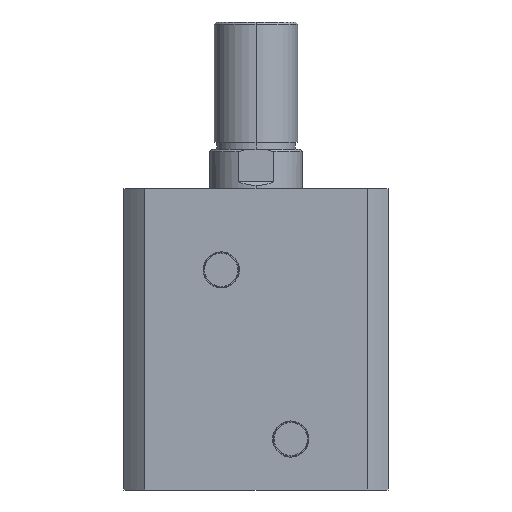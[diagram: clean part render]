
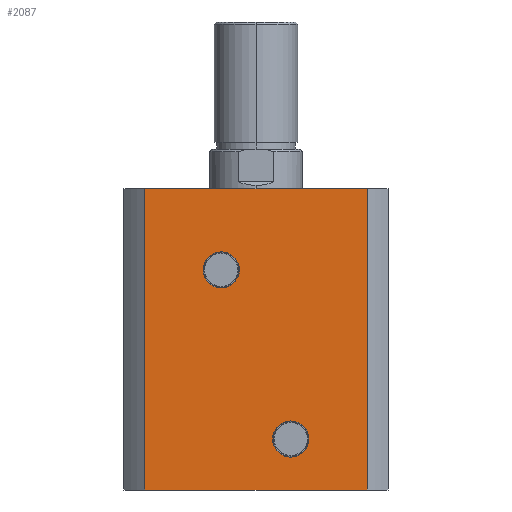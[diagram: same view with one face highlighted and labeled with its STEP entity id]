
A CAD part, left-side view. The second image highlights one B-rep face of the part: STEP entity #2087.
In plain terms, the highlighted planar face has unit normal (-1, 0, 0).
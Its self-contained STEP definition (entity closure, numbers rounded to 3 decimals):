
#73 = VERTEX_POINT ( 'NONE', #3029 ) ;
#75 = VERTEX_POINT ( 'NONE', #3035 ) ;
#258 = VERTEX_POINT ( 'NONE', #856 ) ;
#351 = VERTEX_POINT ( 'NONE', #3004 ) ;
#367 = VERTEX_POINT ( 'NONE', #2966 ) ;
#429 = DIRECTION ( 'NONE',  ( 1., 0., 0. ) ) ;
#434 = CARTESIAN_POINT ( 'NONE',  ( -57., 0., 130. ) ) ;
#436 = PLANE ( 'NONE',  #2286 ) ;
#438 = DIRECTION ( 'NONE',  ( 0., 1., 0. ) ) ;
#849 = CARTESIAN_POINT ( 'NONE',  ( -57., 47.971, 0. ) ) ;
#851 = CARTESIAN_POINT ( 'NONE',  ( -57., -47.971, 0. ) ) ;
#853 = CARTESIAN_POINT ( 'NONE',  ( -57., -47.971, 130. ) ) ;
#856 = CARTESIAN_POINT ( 'NONE',  ( -57., 47.971, 130. ) ) ;
#1000 = DIRECTION ( 'NONE',  ( 0., 0., -1. ) ) ;
#1006 = CARTESIAN_POINT ( 'NONE',  ( -57., 47.971, 130. ) ) ;
#1015 = CARTESIAN_POINT ( 'NONE',  ( -57., 0., 0. ) ) ;
#1016 = DIRECTION ( 'NONE',  ( 0., -1., 0. ) ) ;
#1017 = CARTESIAN_POINT ( 'NONE',  ( -57., -15., 22. ) ) ;
#1018 = DIRECTION ( 'NONE',  ( -1., 0., 0. ) ) ;
#1019 = DIRECTION ( 'NONE',  ( 0., 0., 1. ) ) ;
#1021 = CARTESIAN_POINT ( 'NONE',  ( -57., 0., 130. ) ) ;
#1022 = CARTESIAN_POINT ( 'NONE',  ( -57., 15., 95. ) ) ;
#1023 = DIRECTION ( 'NONE',  ( -1., 0., 0. ) ) ;
#1024 = DIRECTION ( 'NONE',  ( 0., 0., 1. ) ) ;
#1025 = CARTESIAN_POINT ( 'NONE',  ( -57., -47.971, 130. ) ) ;
#1027 = DIRECTION ( 'NONE',  ( 0., 0., -1. ) ) ;
#1028 = DIRECTION ( 'NONE',  ( 0., -1., 0. ) ) ;
#1432 = AXIS2_PLACEMENT_3D ( 'NONE', #1022, #1023, #1024 ) ;
#1433 = AXIS2_PLACEMENT_3D ( 'NONE', #1017, #1018, #1019 ) ;
#1480 = AXIS2_PLACEMENT_3D ( 'NONE', #3070, #3069, #3068 ) ;
#1484 = AXIS2_PLACEMENT_3D ( 'NONE', #3093, #3092, #3091 ) ;
#1498 = EDGE_CURVE ( 'NONE', #75, #73, #3239, .T. ) ;
#1506 = EDGE_CURVE ( 'NONE', #351, #367, #2337, .T. ) ;
#1633 = EDGE_CURVE ( 'NONE', #258, #3775, #2552, .T. ) ;
#1635 = EDGE_CURVE ( 'NONE', #73, #75, #2555, .T. ) ;
#1636 = EDGE_CURVE ( 'NONE', #367, #351, #2556, .T. ) ;
#1637 = EDGE_CURVE ( 'NONE', #3775, #3777, #2557, .T. ) ;
#1638 = EDGE_CURVE ( 'NONE', #3779, #3777, #2558, .T. ) ;
#1639 = EDGE_CURVE ( 'NONE', #258, #3779, #2553, .T. ) ;
#1948 = EDGE_LOOP ( 'NONE', ( #3312, #3313 ) ) ;
#1987 = EDGE_LOOP ( 'NONE', ( #3310, #3311 ) ) ;
#2087 = ADVANCED_FACE ( 'NONE', ( #2793, #2796, #2775 ), #436, .F. ) ;
#2286 = AXIS2_PLACEMENT_3D ( 'NONE', #434, #429, #438 ) ;
#2337 = CIRCLE ( 'NONE', #1480, 7.797 ) ;
#2552 = LINE ( 'NONE', #1006, #2554 ) ;
#2553 = LINE ( 'NONE', #1021, #2563 ) ;
#2554 = VECTOR ( 'NONE', #1000, 1000. ) ;
#2555 = CIRCLE ( 'NONE', #1433, 7.797 ) ;
#2556 = CIRCLE ( 'NONE', #1432, 7.797 ) ;
#2557 = LINE ( 'NONE', #1015, #2559 ) ;
#2558 = LINE ( 'NONE', #1025, #2561 ) ;
#2559 = VECTOR ( 'NONE', #1016, 1000. ) ;
#2561 = VECTOR ( 'NONE', #1027, 1000. ) ;
#2563 = VECTOR ( 'NONE', #1028, 1000. ) ;
#2775 = FACE_OUTER_BOUND ( 'NONE', #3682, .T. ) ;
#2793 = FACE_BOUND ( 'NONE', #1987, .T. ) ;
#2796 = FACE_BOUND ( 'NONE', #1948, .T. ) ;
#2966 = CARTESIAN_POINT ( 'NONE',  ( -57., 15., 102.797 ) ) ;
#3004 = CARTESIAN_POINT ( 'NONE',  ( -57., 15., 87.203 ) ) ;
#3029 = CARTESIAN_POINT ( 'NONE',  ( -57., -15., 29.797 ) ) ;
#3035 = CARTESIAN_POINT ( 'NONE',  ( -57., -15., 14.203 ) ) ;
#3068 = DIRECTION ( 'NONE',  ( 0., 0., 1. ) ) ;
#3069 = DIRECTION ( 'NONE',  ( -1., 0., 0. ) ) ;
#3070 = CARTESIAN_POINT ( 'NONE',  ( -57., 15., 95. ) ) ;
#3091 = DIRECTION ( 'NONE',  ( 0., 0., 1. ) ) ;
#3092 = DIRECTION ( 'NONE',  ( -1., 0., 0. ) ) ;
#3093 = CARTESIAN_POINT ( 'NONE',  ( -57., -15., 22. ) ) ;
#3239 = CIRCLE ( 'NONE', #1484, 7.797 ) ;
#3310 = ORIENTED_EDGE ( 'NONE', *, *, #1635, .F. ) ;
#3311 = ORIENTED_EDGE ( 'NONE', *, *, #1498, .F. ) ;
#3312 = ORIENTED_EDGE ( 'NONE', *, *, #1636, .F. ) ;
#3313 = ORIENTED_EDGE ( 'NONE', *, *, #1506, .F. ) ;
#3314 = ORIENTED_EDGE ( 'NONE', *, *, #1637, .T. ) ;
#3315 = ORIENTED_EDGE ( 'NONE', *, *, #1638, .F. ) ;
#3316 = ORIENTED_EDGE ( 'NONE', *, *, #1639, .F. ) ;
#3317 = ORIENTED_EDGE ( 'NONE', *, *, #1633, .T. ) ;
#3682 = EDGE_LOOP ( 'NONE', ( #3314, #3315, #3316, #3317 ) ) ;
#3775 = VERTEX_POINT ( 'NONE', #849 ) ;
#3777 = VERTEX_POINT ( 'NONE', #851 ) ;
#3779 = VERTEX_POINT ( 'NONE', #853 ) ;
